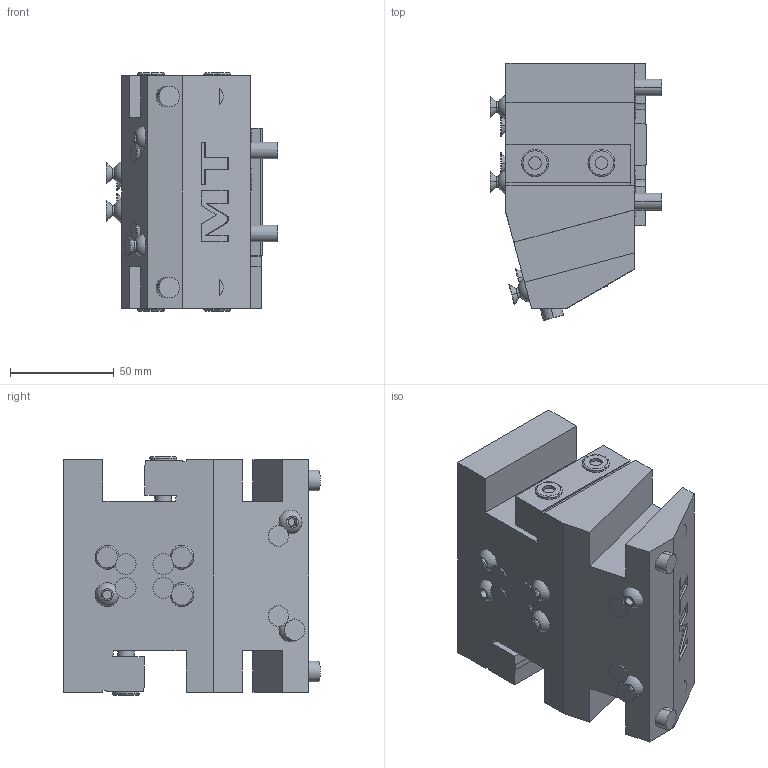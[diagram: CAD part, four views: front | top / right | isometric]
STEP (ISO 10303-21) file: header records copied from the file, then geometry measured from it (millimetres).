
FILE_DESCRIPTION((''),'2;1');
FILE_NAME('NKM1842000_CONF','2023-06-23T14:50:40',('gvalli'),('M.T. srl'),'CREO PARAMETRIC BY PTC INC, 2021072','CREO PARAMETRIC BY PTC INC, 2021072','');
FILE_SCHEMA(('CONFIG_CONTROL_DESIGN'));
Length unit declared in the file: millimetre
Products named in the file (1): NKM1842000_CONF
Bounding box: 82.55 x 123.74 x 114.7 mm (x, y, z)
Volume: 666579.6 mm3; surface area: 67004.7 mm2
Topology: 1 solids, 1 shells, 256 faces, 603 edges, 398 vertices
Faces by surface type: plane 138, cylinder 72, cone 20, torus 16, sphere 6, extrusion 4
Entity records: 7541 total; most frequent: CARTESIAN_POINT 1387, DIRECTION 1311, ORIENTED_EDGE 1206, EDGE_CURVE 603, AXIS2_PLACEMENT_3D 466, VERTEX_POINT 398, VECTOR 379, LINE 375
